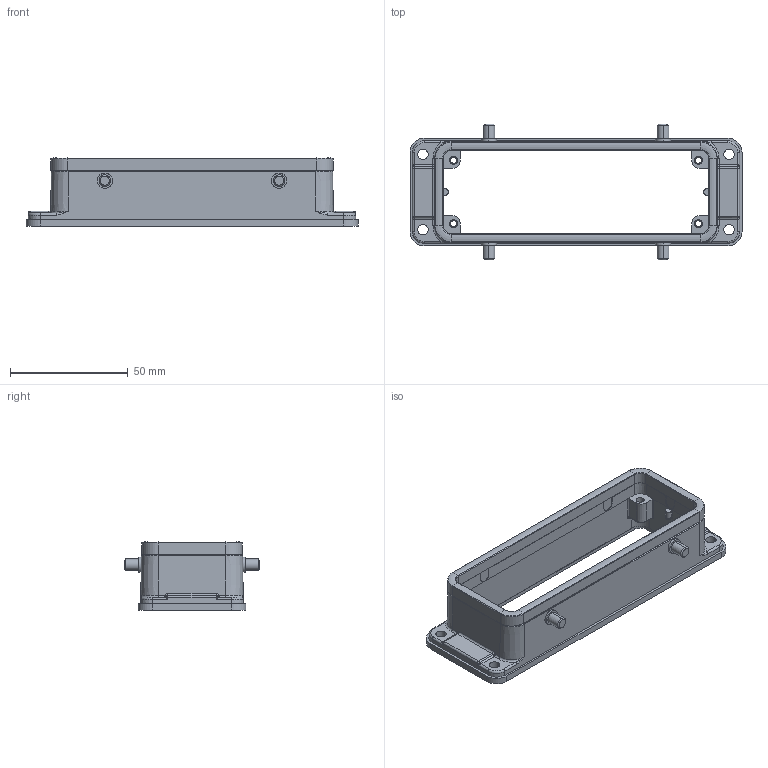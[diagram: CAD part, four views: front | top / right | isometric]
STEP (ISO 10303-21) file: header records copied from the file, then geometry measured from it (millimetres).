
FILE_DESCRIPTION (( 'STEP AP203' ), '1' );
FILE_NAME ('H24B-BK-4B.STP', '2017-08-23T10:40:32', ( '微软用户' ), ( '微软中国' ), 'SwSTEP 2.0', 'SolidWorks 2012', '' );
FILE_SCHEMA (( 'CONFIG_CONTROL_DESIGN' ));
Length unit declared in the file: millimetre
Products named in the file (1): H24B-BK-4B
Bounding box: 141 x 57.72 x 28.98 mm (x, y, z)
Volume: 40429.7 mm3; surface area: 28382.1 mm2
Topology: 1 solids, 1 shells, 420 faces, 1013 edges, 609 vertices
Faces by surface type: cylinder 169, plane 132, torus 44, cone 35, bspline 32, sphere 8
Entity records: 12739 total; most frequent: CARTESIAN_POINT 3047, DIRECTION 2068, ORIENTED_EDGE 2010, EDGE_CURVE 1005, AXIS2_PLACEMENT_3D 786, VERTEX_POINT 609, VECTOR 496, LINE 496
